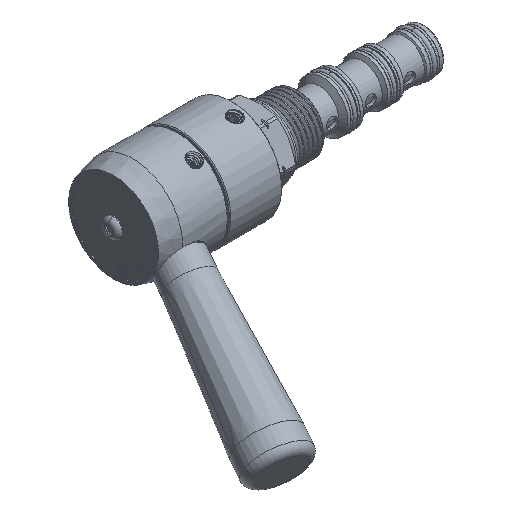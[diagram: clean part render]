
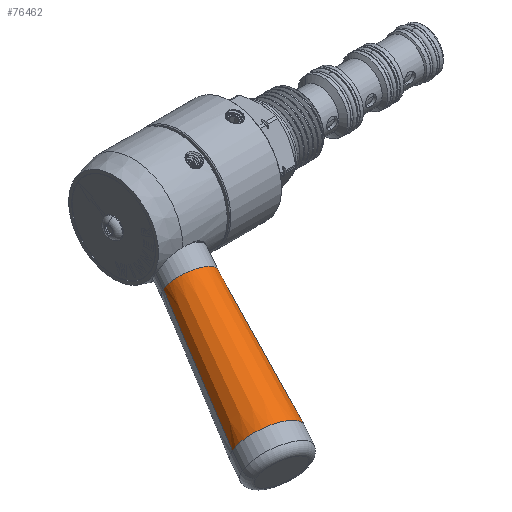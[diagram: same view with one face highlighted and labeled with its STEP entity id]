
A CAD part, isometric view. The second image highlights one B-rep face of the part: STEP entity #76462.
In plain terms, the highlighted conical face has half-angle 3 degrees and reference radius 8.35 mm.
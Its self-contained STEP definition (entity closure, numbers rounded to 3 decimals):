
#2837 = CARTESIAN_POINT ( 'NONE',  ( -60.821, -60.572, -34.971 ) ) ;
#4687 = VECTOR ( 'NONE', #7776, 1000. ) ;
#5014 = AXIS2_PLACEMENT_3D ( 'NONE', #87617, #55860, #9189 ) ;
#7190 = EDGE_CURVE ( 'NONE', #33581, #11814, #73585, .T. ) ;
#7776 = DIRECTION ( 'NONE',  ( -0.309, -0.824, -0.476 ) ) ;
#9189 = DIRECTION ( 'NONE',  ( -0.966, 0.224, 0.129 ) ) ;
#10021 = VERTEX_POINT ( 'NONE', #21132 ) ;
#11814 = VERTEX_POINT ( 'NONE', #56673 ) ;
#20831 = DIRECTION ( 'NONE',  ( -0.966, 0.224, 0.129 ) ) ;
#21132 = CARTESIAN_POINT ( 'NONE',  ( -29.044, -22.611, -13.054 ) ) ;
#23021 = CARTESIAN_POINT ( 'NONE',  ( -29.044, -22.611, -13.054 ) ) ;
#26238 = VERTEX_POINT ( 'NONE', #46611 ) ;
#33581 = VERTEX_POINT ( 'NONE', #2837 ) ;
#34239 = VECTOR ( 'NONE', #88943, 1000. ) ;
#35566 = EDGE_CURVE ( 'NONE', #26238, #33581, #68969, .T. ) ;
#37117 = EDGE_CURVE ( 'NONE', #10021, #11814, #59046, .T. ) ;
#46486 = DIRECTION ( 'NONE',  ( 0.966, -0.224, -0.129 ) ) ;
#46611 = CARTESIAN_POINT ( 'NONE',  ( -45.175, -18.868, -10.893 ) ) ;
#48410 = ORIENTED_EDGE ( 'NONE', *, *, #35566, .T. ) ;
#49794 = EDGE_CURVE ( 'NONE', #26238, #10021, #81222, .T. ) ;
#50995 = EDGE_LOOP ( 'NONE', ( #83919, #48410, #68967, #91264 ) ) ;
#52264 = CARTESIAN_POINT ( 'NONE',  ( -37.109, -20.739, -11.974 ) ) ;
#54764 = AXIS2_PLACEMENT_3D ( 'NONE', #52264, #60210, #20831 ) ;
#55152 = CARTESIAN_POINT ( 'NONE',  ( -45.175, -18.868, -10.893 ) ) ;
#55860 = DIRECTION ( 'NONE',  ( 0.259, 0.837, 0.483 ) ) ;
#56673 = CARTESIAN_POINT ( 'NONE',  ( -39.571, -65.503, -37.818 ) ) ;
#59046 = LINE ( 'NONE', #23021, #34239 ) ;
#60210 = DIRECTION ( 'NONE',  ( 0.259, 0.837, 0.483 ) ) ;
#68967 = ORIENTED_EDGE ( 'NONE', *, *, #7190, .T. ) ;
#68969 = LINE ( 'NONE', #55152, #4687 ) ;
#71363 = CARTESIAN_POINT ( 'NONE',  ( -37.109, -20.739, -11.974 ) ) ;
#73585 = CIRCLE ( 'NONE', #5014, 11. ) ;
#76462 = ADVANCED_FACE ( 'NONE', ( #88405 ), #82162, .T. ) ;
#81222 = CIRCLE ( 'NONE', #54764, 8.35 ) ;
#82162 = CONICAL_SURFACE ( 'NONE', #102357, 8.35, 0.052 ) ;
#83919 = ORIENTED_EDGE ( 'NONE', *, *, #49794, .F. ) ;
#87617 = CARTESIAN_POINT ( 'NONE',  ( -50.196, -63.038, -36.395 ) ) ;
#88405 = FACE_OUTER_BOUND ( 'NONE', #50995, .T. ) ;
#88943 = DIRECTION ( 'NONE',  ( -0.208, -0.847, -0.489 ) ) ;
#91264 = ORIENTED_EDGE ( 'NONE', *, *, #37117, .F. ) ;
#95231 = DIRECTION ( 'NONE',  ( -0.259, -0.837, -0.483 ) ) ;
#102357 = AXIS2_PLACEMENT_3D ( 'NONE', #71363, #95231, #46486 ) ;
